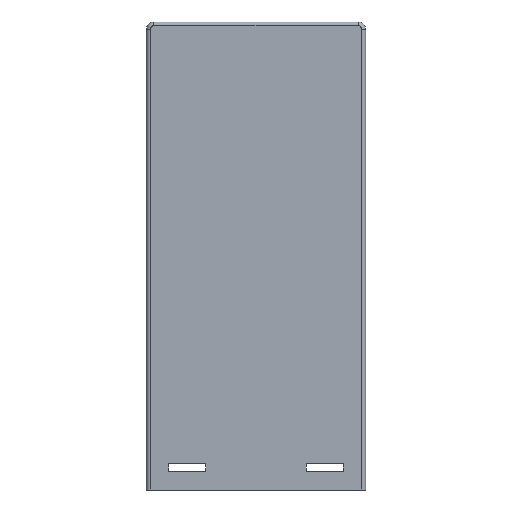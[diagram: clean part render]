
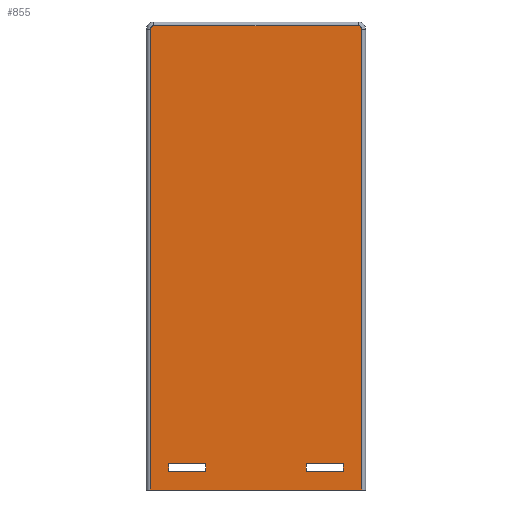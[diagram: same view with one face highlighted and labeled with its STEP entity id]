
A CAD part, front view. The second image highlights one B-rep face of the part: STEP entity #855.
In plain terms, the highlighted planar face has unit normal (0, -1, 0).
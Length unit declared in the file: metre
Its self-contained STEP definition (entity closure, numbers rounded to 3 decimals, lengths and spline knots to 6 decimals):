
#32=CIRCLE('',#921,0.001);
#33=CIRCLE('',#922,0.001);
#68=ORIENTED_EDGE('',*,*,#320,.T.);
#69=ORIENTED_EDGE('',*,*,#321,.T.);
#70=ORIENTED_EDGE('',*,*,#322,.T.);
#71=ORIENTED_EDGE('',*,*,#323,.T.);
#72=ORIENTED_EDGE('',*,*,#324,.T.);
#73=ORIENTED_EDGE('',*,*,#325,.T.);
#74=ORIENTED_EDGE('',*,*,#326,.F.);
#75=ORIENTED_EDGE('',*,*,#327,.T.);
#76=ORIENTED_EDGE('',*,*,#328,.T.);
#77=ORIENTED_EDGE('',*,*,#329,.F.);
#78=ORIENTED_EDGE('',*,*,#330,.F.);
#79=ORIENTED_EDGE('',*,*,#331,.T.);
#80=ORIENTED_EDGE('',*,*,#332,.T.);
#81=ORIENTED_EDGE('',*,*,#333,.F.);
#320=EDGE_CURVE('',#446,#447,#32,.T.);
#321=EDGE_CURVE('',#447,#448,#524,.T.);
#322=EDGE_CURVE('',#448,#449,#525,.T.);
#323=EDGE_CURVE('',#449,#450,#526,.F.);
#324=EDGE_CURVE('',#450,#451,#33,.T.);
#325=EDGE_CURVE('',#451,#446,#527,.F.);
#326=EDGE_CURVE('',#452,#453,#528,.T.);
#327=EDGE_CURVE('',#452,#454,#529,.T.);
#328=EDGE_CURVE('',#454,#455,#530,.T.);
#329=EDGE_CURVE('',#453,#455,#531,.T.);
#330=EDGE_CURVE('',#456,#457,#532,.T.);
#331=EDGE_CURVE('',#456,#458,#533,.T.);
#332=EDGE_CURVE('',#458,#459,#534,.T.);
#333=EDGE_CURVE('',#457,#459,#535,.T.);
#446=VERTEX_POINT('',#1272);
#447=VERTEX_POINT('',#1273);
#448=VERTEX_POINT('',#1275);
#449=VERTEX_POINT('',#1277);
#450=VERTEX_POINT('',#1279);
#451=VERTEX_POINT('',#1281);
#452=VERTEX_POINT('',#1284);
#453=VERTEX_POINT('',#1285);
#454=VERTEX_POINT('',#1287);
#455=VERTEX_POINT('',#1289);
#456=VERTEX_POINT('',#1292);
#457=VERTEX_POINT('',#1293);
#458=VERTEX_POINT('',#1295);
#459=VERTEX_POINT('',#1297);
#524=LINE('',#1274,#626);
#525=LINE('',#1276,#627);
#526=LINE('',#1278,#628);
#527=LINE('',#1282,#629);
#528=LINE('',#1283,#630);
#529=LINE('',#1286,#631);
#530=LINE('',#1288,#632);
#531=LINE('',#1290,#633);
#532=LINE('',#1291,#634);
#533=LINE('',#1294,#635);
#534=LINE('',#1296,#636);
#535=LINE('',#1298,#637);
#626=VECTOR('',#1014,1.);
#627=VECTOR('',#1015,1.);
#628=VECTOR('',#1016,1.);
#629=VECTOR('',#1019,1.);
#630=VECTOR('',#1020,1.);
#631=VECTOR('',#1021,1.);
#632=VECTOR('',#1022,1.);
#633=VECTOR('',#1023,1.);
#634=VECTOR('',#1024,1.);
#635=VECTOR('',#1025,1.);
#636=VECTOR('',#1026,1.);
#637=VECTOR('',#1027,1.);
#719=EDGE_LOOP('',(#68,#69,#70,#71,#72,#73));
#720=EDGE_LOOP('',(#74,#75,#76,#77));
#721=EDGE_LOOP('',(#78,#79,#80,#81));
#771=FACE_BOUND('',#719,.T.);
#772=FACE_BOUND('',#720,.T.);
#773=FACE_BOUND('',#721,.T.);
#821=PLANE('',#920);
#855=ADVANCED_FACE('',(#771,#772,#773),#821,.T.);
#920=AXIS2_PLACEMENT_3D('',#1270,#1010,#1011);
#921=AXIS2_PLACEMENT_3D('',#1271,#1012,#1013);
#922=AXIS2_PLACEMENT_3D('',#1280,#1017,#1018);
#1010=DIRECTION('',(0.,-1.,0.));
#1011=DIRECTION('',(1.,0.,0.));
#1012=DIRECTION('',(0.,-1.,0.));
#1013=DIRECTION('',(0.,0.,-1.));
#1014=DIRECTION('',(0.,0.,-1.));
#1015=DIRECTION('',(1.,0.,0.));
#1016=DIRECTION('',(0.,0.,-1.));
#1017=DIRECTION('',(0.,-1.,0.));
#1018=DIRECTION('',(0.,0.,-1.));
#1019=DIRECTION('',(1.,0.,0.));
#1020=DIRECTION('',(0.,0.,-1.));
#1021=DIRECTION('',(1.,0.,0.));
#1022=DIRECTION('',(0.,0.,-1.));
#1023=DIRECTION('',(1.,0.,0.));
#1024=DIRECTION('',(0.,0.,-1.));
#1025=DIRECTION('',(1.,0.,0.));
#1026=DIRECTION('',(0.,0.,-1.));
#1027=DIRECTION('',(1.,0.,0.));
#1270=CARTESIAN_POINT('',(0.,-0.018,0.04165));
#1271=CARTESIAN_POINT('',(-0.0275,-0.018,0.10265));
#1272=CARTESIAN_POINT('',(-0.0275,-0.018,0.10365));
#1273=CARTESIAN_POINT('',(-0.0285,-0.018,0.10265));
#1274=CARTESIAN_POINT('',(-0.0285,-0.018,-0.02135));
#1275=CARTESIAN_POINT('',(-0.0285,-0.018,-0.02135));
#1276=CARTESIAN_POINT('',(0.,-0.018,-0.02135));
#1277=CARTESIAN_POINT('',(0.0285,-0.018,-0.02135));
#1278=CARTESIAN_POINT('',(0.0285,-0.018,0.04165));
#1279=CARTESIAN_POINT('',(0.0285,-0.018,0.10265));
#1280=CARTESIAN_POINT('',(0.0275,-0.018,0.10265));
#1281=CARTESIAN_POINT('',(0.0275,-0.018,0.10365));
#1282=CARTESIAN_POINT('',(0.,-0.018,0.10365));
#1283=CARTESIAN_POINT('',(0.0135,-0.018,-0.0153));
#1284=CARTESIAN_POINT('',(0.0135,-0.018,-0.01425));
#1285=CARTESIAN_POINT('',(0.0135,-0.018,-0.01635));
#1286=CARTESIAN_POINT('',(0.0185,-0.018,-0.01425));
#1287=CARTESIAN_POINT('',(0.0235,-0.018,-0.01425));
#1288=CARTESIAN_POINT('',(0.0235,-0.018,-0.0153));
#1289=CARTESIAN_POINT('',(0.0235,-0.018,-0.01635));
#1290=CARTESIAN_POINT('',(0.0185,-0.018,-0.01635));
#1291=CARTESIAN_POINT('',(-0.0235,-0.018,-0.0153));
#1292=CARTESIAN_POINT('',(-0.0235,-0.018,-0.01425));
#1293=CARTESIAN_POINT('',(-0.0235,-0.018,-0.01635));
#1294=CARTESIAN_POINT('',(-0.0185,-0.018,-0.01425));
#1295=CARTESIAN_POINT('',(-0.0135,-0.018,-0.01425));
#1296=CARTESIAN_POINT('',(-0.0135,-0.018,-0.0153));
#1297=CARTESIAN_POINT('',(-0.0135,-0.018,-0.01635));
#1298=CARTESIAN_POINT('',(-0.0185,-0.018,-0.01635));
